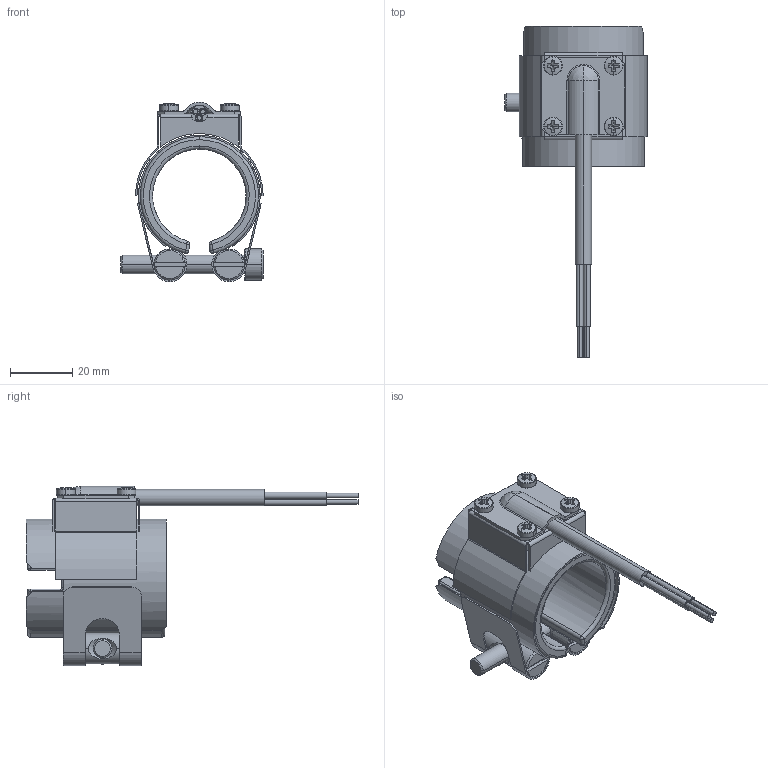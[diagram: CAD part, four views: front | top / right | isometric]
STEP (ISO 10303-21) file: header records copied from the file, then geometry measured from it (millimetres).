
FILE_DESCRIPTION (( 'STEP AP203' ), '1' );
FILE_NAME ('ÍÕ 30.45.250.230-Ã400-î2 ÑÁ.STEP', '2020-07-07T06:40:00', ( '' ), ( '' ), 'SwSTEP 2.0', 'SolidWorks 2018', '' );
FILE_SCHEMA (( 'CONFIG_CONTROL_DESIGN' ));
Length unit declared in the file: millimetre
Products named in the file (11): Âèíò DIN 7985_Œ3å6 €4; Êðûøêà êëåìíîé êîëîäêè íàãðåâàòåëÿ; Îáå÷àéêà íàãðåâàòåëÿ; ÍÕ 30.45.250.230-Ã400-î2 ÑÁ; ﾕ黑 浯胙裘瑣褄; Áîáûøêà íàãðåâàòåëÿ ÎÒÂ; Êîðïóñ êîëîäêè íàãðåâàòåëÿ; Áîáûøêà íàãðåâàòåëÿ ÐÇÁ; Ïðîâîä íàãðåâàòåëÿ; Íàãðåâàòåëü ÍÊ 35.45-67.300-450.220; Áîëò íàãðåâàòåëÿ
Assembly tree (14 placements, depth 2):
  ÍÕ 30.45.250.230-Ã400-î2 ÑÁ
    Íàãðåâàòåëü ÍÊ 35.45-67.300-450.220
    Îáå÷àéêà íàãðåâàòåëÿ
    ﾕ黑 浯胙裘瑣褄  x2
    Áîáûøêà íàãðåâàòåëÿ ÎÒÂ
    Áîáûøêà íàãðåâàòåëÿ ÐÇÁ
    Áîëò íàãðåâàòåëÿ
    Êîðïóñ êîëîäêè íàãðåâàòåëÿ
    Êðûøêà êëåìíîé êîëîäêè íàãðåâàòåëÿ
    Ïðîâîä íàãðåâàòåëÿ
    Âèíò DIN 7985_Œ3å6 €4  x4
Bounding box: 45.7 x 106.5 x 57.54 mm (x, y, z)
Volume: 28820.5 mm3; surface area: 34962.8 mm2
Topology: 14 solids, 14 shells, 478 faces, 1139 edges, 685 vertices
Faces by surface type: plane 201, cylinder 157, cone 42, torus 39, bspline 23, sphere 16
Entity records: 12368 total; most frequent: CARTESIAN_POINT 3356, DIRECTION 1706, ORIENTED_EDGE 1580, EDGE_CURVE 790, AXIS2_PLACEMENT_3D 677, VERTEX_POINT 471, EDGE_LOOP 359, LINE 352
